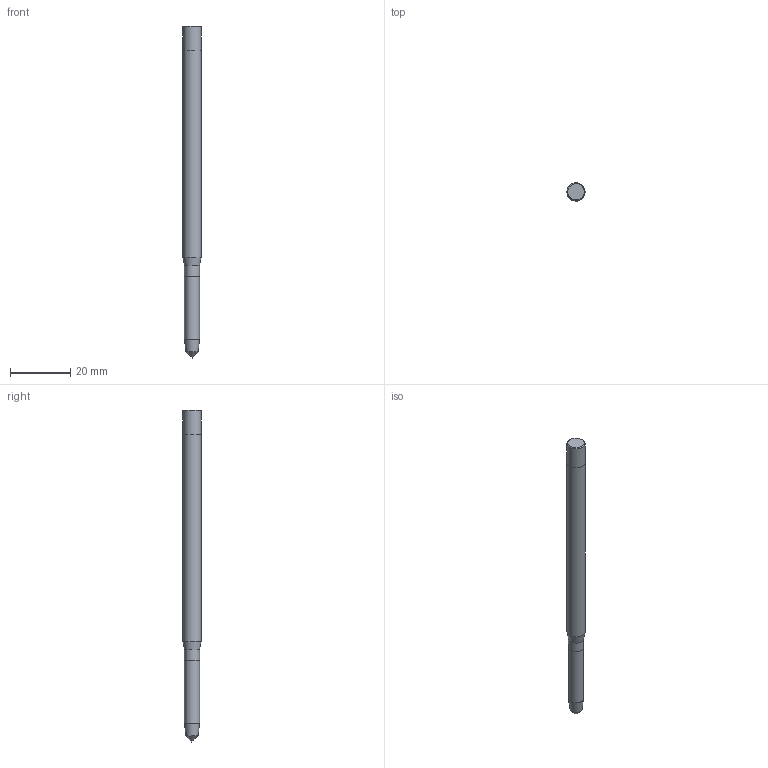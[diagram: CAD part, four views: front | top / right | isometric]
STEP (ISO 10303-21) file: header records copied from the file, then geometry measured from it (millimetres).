
FILE_DESCRIPTION(('3-D model version:1'), '1');
FILE_NAME('T200-SD100DA-M5 D115', '2015-11-05T13:26:11', ('InteractiveCad'), ('AB Sandvik Coromant'), 'HarmonyWare STEP v2.0.0 Express v1.2.0.0', 'T3D tool generator', 'Unknown');
FILE_SCHEMA(('AUTOMOTIVE_DESIGN'));
Length unit declared in the file: millimetre
Products named in the file (4): NONE
Assembly tree (3 placements, depth 2):
  NONE
    NONE
    NONE
    NONE
Bounding box: 6 x 6 x 110 mm (x, y, z)
Volume: 2796.5 mm3; surface area: 2627.5 mm2
Topology: 2 solids, 2 shells, 13 faces, 27 edges, 21 vertices
Faces by surface type: bspline 10, plane 3
Entity records: 639 total; most frequent: CARTESIAN_POINT 341, ORIENTED_EDGE 44, DIRECTION 24, EDGE_CURVE 22, EDGE_LOOP 15, B_SPLINE_CURVE_WITH_KNOTS 14, ADVANCED_FACE 13, FACE_OUTER_BOUND 13
